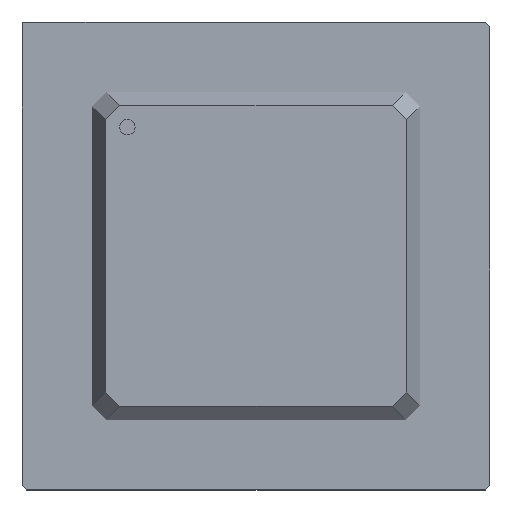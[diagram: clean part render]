
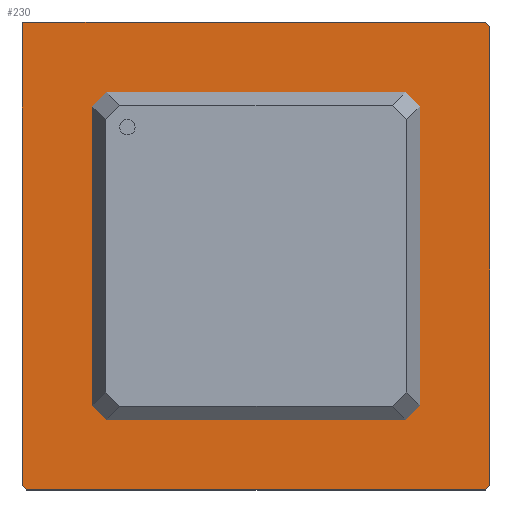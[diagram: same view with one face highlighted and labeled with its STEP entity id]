
A CAD part, top view. The second image highlights one B-rep face of the part: STEP entity #230.
In plain terms, the highlighted planar face has unit normal (0, 0, 1).
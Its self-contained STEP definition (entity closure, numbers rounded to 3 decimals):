
#60 = VERTEX_POINT('',#61);
#61 = CARTESIAN_POINT('',(-8.475,7.725,0.94));
#69 = VERTEX_POINT('',#70);
#70 = CARTESIAN_POINT('',(-7.725,8.475,0.94));
#76 = EDGE_CURVE('',#60,#69,#77,.T.);
#77 = LINE('',#78,#79);
#78 = CARTESIAN_POINT('',(-8.475,7.725,0.94));
#79 = VECTOR('',#80,1.);
#80 = DIRECTION('',(0.707,0.707,0.));
#211 = VERTEX_POINT('',#212);
#212 = CARTESIAN_POINT('',(-8.475,-7.725,0.94));
#220 = EDGE_CURVE('',#211,#60,#221,.T.);
#221 = LINE('',#222,#223);
#222 = CARTESIAN_POINT('',(-8.475,-7.725,0.94));
#223 = VECTOR('',#224,1.);
#224 = DIRECTION('',(0.,1.,0.));
#230 = ADVANCED_FACE('',(#231,#297),#347,.T.);
#231 = FACE_BOUND('',#232,.T.);
#232 = EDGE_LOOP('',(#233,#243,#251,#259,#267,#275,#283,#291));
#233 = ORIENTED_EDGE('',*,*,#234,.F.);
#234 = EDGE_CURVE('',#235,#237,#239,.T.);
#235 = VERTEX_POINT('',#236);
#236 = CARTESIAN_POINT('',(-12.1,12.05,0.94));
#237 = VERTEX_POINT('',#238);
#238 = CARTESIAN_POINT('',(-12.05,12.1,0.94));
#239 = LINE('',#240,#241);
#240 = CARTESIAN_POINT('',(-12.1,12.05,0.94));
#241 = VECTOR('',#242,1.);
#242 = DIRECTION('',(0.707,0.707,0.));
#243 = ORIENTED_EDGE('',*,*,#244,.F.);
#244 = EDGE_CURVE('',#245,#235,#247,.T.);
#245 = VERTEX_POINT('',#246);
#246 = CARTESIAN_POINT('',(-12.1,-11.85,0.94));
#247 = LINE('',#248,#249);
#248 = CARTESIAN_POINT('',(-12.1,-11.85,0.94));
#249 = VECTOR('',#250,1.);
#250 = DIRECTION('',(0.,1.,0.));
#251 = ORIENTED_EDGE('',*,*,#252,.F.);
#252 = EDGE_CURVE('',#253,#245,#255,.T.);
#253 = VERTEX_POINT('',#254);
#254 = CARTESIAN_POINT('',(-11.85,-12.1,0.94));
#255 = LINE('',#256,#257);
#256 = CARTESIAN_POINT('',(-11.85,-12.1,0.94));
#257 = VECTOR('',#258,1.);
#258 = DIRECTION('',(-0.707,0.707,0.));
#259 = ORIENTED_EDGE('',*,*,#260,.F.);
#260 = EDGE_CURVE('',#261,#253,#263,.T.);
#261 = VERTEX_POINT('',#262);
#262 = CARTESIAN_POINT('',(11.85,-12.1,0.94));
#263 = LINE('',#264,#265);
#264 = CARTESIAN_POINT('',(11.85,-12.1,0.94));
#265 = VECTOR('',#266,1.);
#266 = DIRECTION('',(-1.,0.,0.));
#267 = ORIENTED_EDGE('',*,*,#268,.F.);
#268 = EDGE_CURVE('',#269,#261,#271,.T.);
#269 = VERTEX_POINT('',#270);
#270 = CARTESIAN_POINT('',(12.1,-11.85,0.94));
#271 = LINE('',#272,#273);
#272 = CARTESIAN_POINT('',(12.1,-11.85,0.94));
#273 = VECTOR('',#274,1.);
#274 = DIRECTION('',(-0.707,-0.707,0.));
#275 = ORIENTED_EDGE('',*,*,#276,.F.);
#276 = EDGE_CURVE('',#277,#269,#279,.T.);
#277 = VERTEX_POINT('',#278);
#278 = CARTESIAN_POINT('',(12.1,11.85,0.94));
#279 = LINE('',#280,#281);
#280 = CARTESIAN_POINT('',(12.1,11.85,0.94));
#281 = VECTOR('',#282,1.);
#282 = DIRECTION('',(0.,-1.,0.));
#283 = ORIENTED_EDGE('',*,*,#284,.F.);
#284 = EDGE_CURVE('',#285,#277,#287,.T.);
#285 = VERTEX_POINT('',#286);
#286 = CARTESIAN_POINT('',(11.85,12.1,0.94));
#287 = LINE('',#288,#289);
#288 = CARTESIAN_POINT('',(11.85,12.1,0.94));
#289 = VECTOR('',#290,1.);
#290 = DIRECTION('',(0.707,-0.707,0.));
#291 = ORIENTED_EDGE('',*,*,#292,.F.);
#292 = EDGE_CURVE('',#237,#285,#293,.T.);
#293 = LINE('',#294,#295);
#294 = CARTESIAN_POINT('',(-12.05,12.1,0.94));
#295 = VECTOR('',#296,1.);
#296 = DIRECTION('',(1.,0.,0.));
#297 = FACE_BOUND('',#298,.T.);
#298 = EDGE_LOOP('',(#299,#300,#301,#309,#317,#325,#333,#341));
#299 = ORIENTED_EDGE('',*,*,#220,.T.);
#300 = ORIENTED_EDGE('',*,*,#76,.T.);
#301 = ORIENTED_EDGE('',*,*,#302,.T.);
#302 = EDGE_CURVE('',#69,#303,#305,.T.);
#303 = VERTEX_POINT('',#304);
#304 = CARTESIAN_POINT('',(7.725,8.475,0.94));
#305 = LINE('',#306,#307);
#306 = CARTESIAN_POINT('',(-7.725,8.475,0.94));
#307 = VECTOR('',#308,1.);
#308 = DIRECTION('',(1.,0.,0.));
#309 = ORIENTED_EDGE('',*,*,#310,.T.);
#310 = EDGE_CURVE('',#303,#311,#313,.T.);
#311 = VERTEX_POINT('',#312);
#312 = CARTESIAN_POINT('',(8.475,7.725,0.94));
#313 = LINE('',#314,#315);
#314 = CARTESIAN_POINT('',(7.725,8.475,0.94));
#315 = VECTOR('',#316,1.);
#316 = DIRECTION('',(0.707,-0.707,0.));
#317 = ORIENTED_EDGE('',*,*,#318,.T.);
#318 = EDGE_CURVE('',#311,#319,#321,.T.);
#319 = VERTEX_POINT('',#320);
#320 = CARTESIAN_POINT('',(8.475,-7.725,0.94));
#321 = LINE('',#322,#323);
#322 = CARTESIAN_POINT('',(8.475,7.725,0.94));
#323 = VECTOR('',#324,1.);
#324 = DIRECTION('',(0.,-1.,0.));
#325 = ORIENTED_EDGE('',*,*,#326,.T.);
#326 = EDGE_CURVE('',#319,#327,#329,.T.);
#327 = VERTEX_POINT('',#328);
#328 = CARTESIAN_POINT('',(7.725,-8.475,0.94));
#329 = LINE('',#330,#331);
#330 = CARTESIAN_POINT('',(8.475,-7.725,0.94));
#331 = VECTOR('',#332,1.);
#332 = DIRECTION('',(-0.707,-0.707,0.));
#333 = ORIENTED_EDGE('',*,*,#334,.T.);
#334 = EDGE_CURVE('',#327,#335,#337,.T.);
#335 = VERTEX_POINT('',#336);
#336 = CARTESIAN_POINT('',(-7.725,-8.475,0.94));
#337 = LINE('',#338,#339);
#338 = CARTESIAN_POINT('',(7.725,-8.475,0.94));
#339 = VECTOR('',#340,1.);
#340 = DIRECTION('',(-1.,0.,0.));
#341 = ORIENTED_EDGE('',*,*,#342,.T.);
#342 = EDGE_CURVE('',#335,#211,#343,.T.);
#343 = LINE('',#344,#345);
#344 = CARTESIAN_POINT('',(-7.725,-8.475,0.94));
#345 = VECTOR('',#346,1.);
#346 = DIRECTION('',(-0.707,0.707,0.));
#347 = PLANE('',#348);
#348 = AXIS2_PLACEMENT_3D('',#349,#350,#351);
#349 = CARTESIAN_POINT('',(-12.1,12.05,0.94));
#350 = DIRECTION('',(0.,0.,1.));
#351 = DIRECTION('',(0.,-1.,0.));
